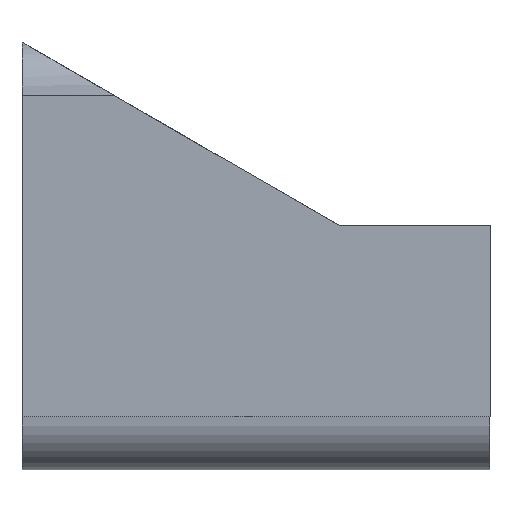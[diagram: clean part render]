
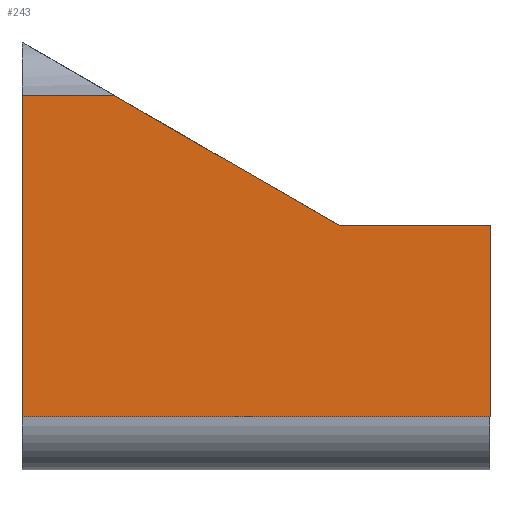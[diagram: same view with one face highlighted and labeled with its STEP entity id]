
A CAD part, left-side view. The second image highlights one B-rep face of the part: STEP entity #243.
In plain terms, the highlighted planar face has unit normal (-1, 0, 0).
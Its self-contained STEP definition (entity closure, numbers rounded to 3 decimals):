
#29=FACE_OUTER_BOUND('',#44,.T.);
#44=EDGE_LOOP('',(#180,#181,#182,#183,#184,#185));
#67=LINE('',#376,#88);
#73=LINE('',#391,#94);
#74=LINE('',#398,#95);
#76=LINE('',#408,#97);
#77=LINE('',#409,#98);
#78=LINE('',#410,#99);
#88=VECTOR('',#299,10.);
#94=VECTOR('',#311,10.);
#95=VECTOR('',#318,10.);
#97=VECTOR('',#328,10.);
#98=VECTOR('',#329,10.);
#99=VECTOR('',#330,10.);
#109=VERTEX_POINT('',#374);
#110=VERTEX_POINT('',#375);
#116=VERTEX_POINT('',#389);
#118=VERTEX_POINT('',#394);
#119=VERTEX_POINT('',#396);
#123=VERTEX_POINT('',#407);
#131=EDGE_CURVE('',#109,#110,#67,.T.);
#139=EDGE_CURVE('',#116,#109,#73,.T.);
#142=EDGE_CURVE('',#118,#119,#74,.T.);
#146=EDGE_CURVE('',#123,#119,#76,.T.);
#147=EDGE_CURVE('',#123,#110,#77,.T.);
#148=EDGE_CURVE('',#118,#116,#78,.T.);
#180=ORIENTED_EDGE('',*,*,#142,.T.);
#181=ORIENTED_EDGE('',*,*,#146,.F.);
#182=ORIENTED_EDGE('',*,*,#147,.T.);
#183=ORIENTED_EDGE('',*,*,#131,.F.);
#184=ORIENTED_EDGE('',*,*,#139,.F.);
#185=ORIENTED_EDGE('',*,*,#148,.F.);
#232=PLANE('',#278);
#243=ADVANCED_FACE('',(#29),#232,.T.);
#278=AXIS2_PLACEMENT_3D('',#406,#326,#327);
#299=DIRECTION('',(0.,0.,-1.));
#311=DIRECTION('',(0.,-1.,0.));
#318=DIRECTION('',(0.,1.,0.));
#326=DIRECTION('center_axis',(-1.,0.,0.));
#327=DIRECTION('ref_axis',(0.,0.,1.));
#328=DIRECTION('',(0.,0.,1.));
#329=DIRECTION('',(0.,-1.,0.));
#330=DIRECTION('',(0.,-0.866,-0.5));
#374=CARTESIAN_POINT('',(13.68,15.544,33.049));
#375=CARTESIAN_POINT('',(13.68,15.544,28.349));
#376=CARTESIAN_POINT('',(13.68,15.544,31.549));
#389=CARTESIAN_POINT('',(13.68,19.244,33.049));
#391=CARTESIAN_POINT('',(13.68,19.244,33.049));
#394=CARTESIAN_POINT('',(13.68,24.792,36.252));
#396=CARTESIAN_POINT('',(13.68,27.044,36.252));
#398=CARTESIAN_POINT('',(13.68,27.044,36.252));
#406=CARTESIAN_POINT('Origin',(13.68,19.244,28.349));
#407=CARTESIAN_POINT('',(13.68,27.044,28.349));
#408=CARTESIAN_POINT('',(13.68,27.044,30.849));
#409=CARTESIAN_POINT('',(13.68,17.544,28.349));
#410=CARTESIAN_POINT('',(13.68,19.754,33.343));
